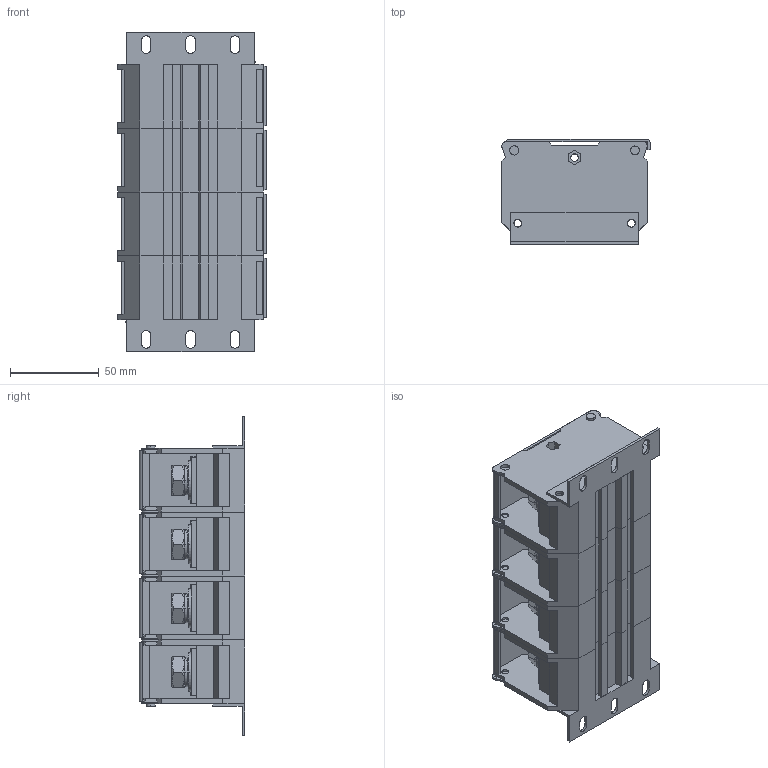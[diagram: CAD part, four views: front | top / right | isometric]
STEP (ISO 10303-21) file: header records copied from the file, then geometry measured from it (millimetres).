
FILE_DESCRIPTION((''),'2;1');
FILE_NAME('UTD-200I_4_12_ASM','2024-07-03T',('dell'),(''),'PRO/ENGINEER BY PARAMETRIC TECHNOLOGY CORPORATION, 2013230','PRO/ENGINEER BY PARAMETRIC TECHNOLOGY CORPORATION, 2013230','');
FILE_SCHEMA(('AUTOMOTIVE_DESIGN { 1 0 10303 214 1 1 1 1 }'));
Products named in the file (1): UTD-200I_4_12_ASM
Bounding box: 83.63 x 59.4 x 180 mm (x, y, z)
Volume: 278052 mm3; surface area: 217767 mm2
Topology: 8 solids, 32 shells, 2478 faces, 6797 edges, 4381 vertices
Faces by surface type: plane 1498, cylinder 556, cone 216, bspline 144, sphere 48, torus 16
Entity records: 91327 total; most frequent: CARTESIAN_POINT 29007, ORIENTED_EDGE 13482, DIRECTION 12210, EDGE_CURVE 6741, VERTEX_POINT 4381, VECTOR 4318, LINE 4318, AXIS2_PLACEMENT_3D 3946
